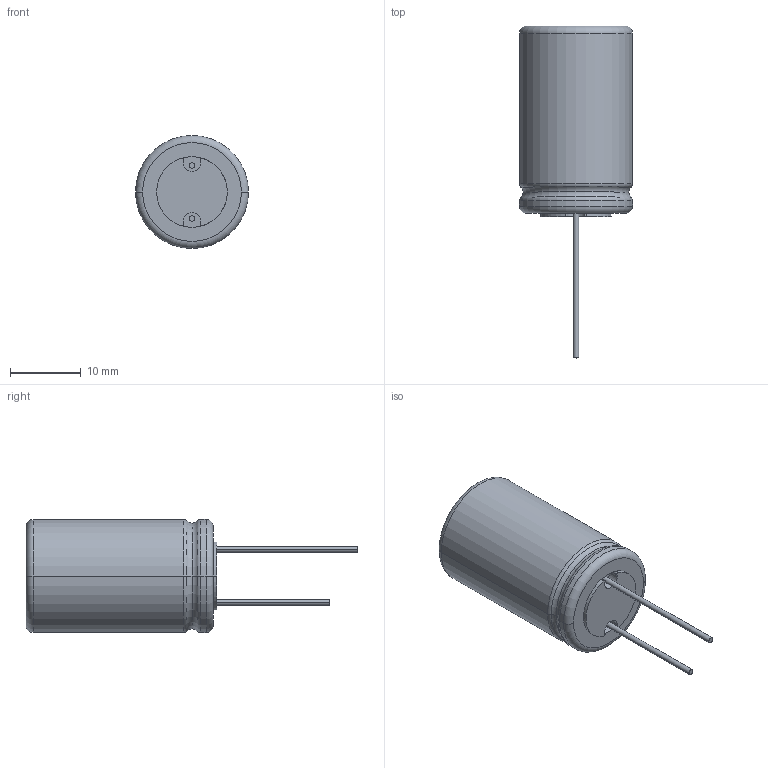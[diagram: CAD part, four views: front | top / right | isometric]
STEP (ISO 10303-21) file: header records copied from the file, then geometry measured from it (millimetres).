
FILE_DESCRIPTION (( 'STEP AP214' ), '1' );
FILE_NAME ('UBT2A221MHD8.STEP', '2018-08-28T21:56:29', ( '' ), ( '' ), 'SwSTEP 2.0', 'SolidWorks 2017', '' );
FILE_SCHEMA (( 'AUTOMOTIVE_DESIGN' ));
Length unit declared in the file: millimetre
Products named in the file (1): UBT2A221MHD8
Bounding box: 16 x 47 x 16 mm (x, y, z)
Volume: 5321.3 mm3; surface area: 2025.1 mm2
Topology: 4 solids, 4 shells, 46 faces, 97 edges, 60 vertices
Faces by surface type: cylinder 25, torus 12, plane 9
Entity records: 1322 total; most frequent: DIRECTION 263, CARTESIAN_POINT 204, ORIENTED_EDGE 194, AXIS2_PLACEMENT_3D 119, EDGE_CURVE 97, CIRCLE 72, VERTEX_POINT 60, EDGE_LOOP 47
